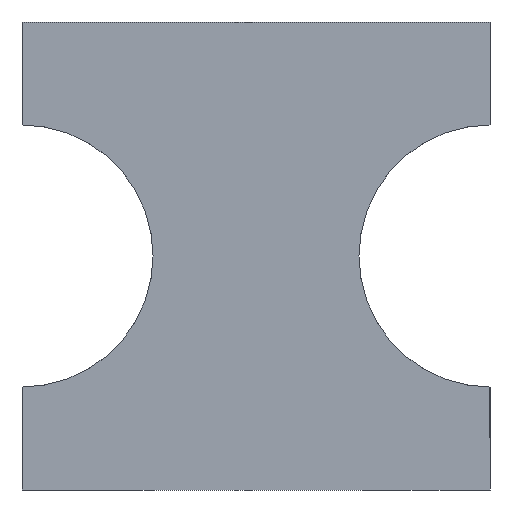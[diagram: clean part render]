
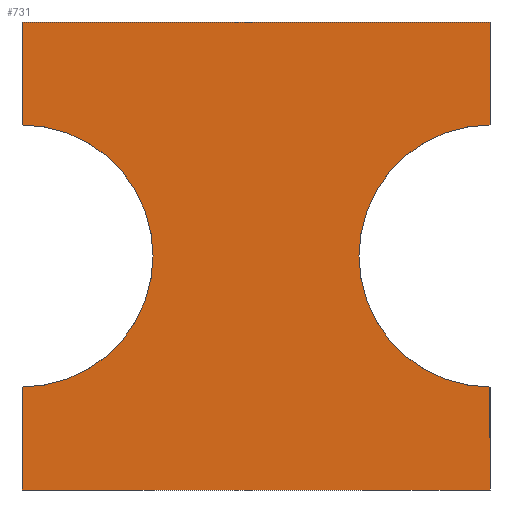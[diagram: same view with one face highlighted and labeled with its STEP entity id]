
A CAD part, front view. The second image highlights one B-rep face of the part: STEP entity #731.
In plain terms, the highlighted planar face has unit normal (0, -1, 0).
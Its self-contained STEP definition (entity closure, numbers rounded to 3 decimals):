
#206 = VERTEX_POINT('',#207);
#207 = CARTESIAN_POINT('',(-12.5,-6.25,-6.25));
#213 = EDGE_CURVE('',#214,#206,#216,.T.);
#214 = VERTEX_POINT('',#215);
#215 = CARTESIAN_POINT('',(-12.5,-6.25,-3.5));
#216 = LINE('',#217,#218);
#217 = CARTESIAN_POINT('',(-12.5,-6.25,11.449));
#218 = VECTOR('',#219,1.);
#219 = DIRECTION('',(0.,0.,-1.));
#279 = VERTEX_POINT('',#280);
#280 = CARTESIAN_POINT('',(-12.5,-6.25,6.25));
#288 = VERTEX_POINT('',#289);
#289 = CARTESIAN_POINT('',(-12.5,-6.25,3.5));
#295 = EDGE_CURVE('',#279,#288,#296,.T.);
#296 = LINE('',#297,#298);
#297 = CARTESIAN_POINT('',(-12.5,-6.25,11.449));
#298 = VECTOR('',#299,1.);
#299 = DIRECTION('',(0.,0.,-1.));
#309 = EDGE_CURVE('',#288,#214,#310,.T.);
#310 = CIRCLE('',#311,3.5);
#311 = AXIS2_PLACEMENT_3D('',#312,#313,#314);
#312 = CARTESIAN_POINT('',(-12.5,-6.25,0.));
#313 = DIRECTION('',(0.,1.,0.));
#314 = DIRECTION('',(-1.,-0.,-0.));
#555 = VERTEX_POINT('',#556);
#556 = CARTESIAN_POINT('',(0.,-6.25,-6.25));
#562 = EDGE_CURVE('',#563,#555,#565,.T.);
#563 = VERTEX_POINT('',#564);
#564 = CARTESIAN_POINT('',(0.,-6.25,-3.5));
#565 = LINE('',#566,#567);
#566 = CARTESIAN_POINT('',(0.,-6.25,11.449));
#567 = VECTOR('',#568,1.);
#568 = DIRECTION('',(-0.,-0.,-1.));
#628 = VERTEX_POINT('',#629);
#629 = CARTESIAN_POINT('',(0.,-6.25,6.25));
#637 = VERTEX_POINT('',#638);
#638 = CARTESIAN_POINT('',(0.,-6.25,3.5));
#644 = EDGE_CURVE('',#628,#637,#645,.T.);
#645 = LINE('',#646,#647);
#646 = CARTESIAN_POINT('',(0.,-6.25,11.449));
#647 = VECTOR('',#648,1.);
#648 = DIRECTION('',(-0.,-0.,-1.));
#658 = EDGE_CURVE('',#637,#563,#659,.T.);
#659 = CIRCLE('',#660,3.5);
#660 = AXIS2_PLACEMENT_3D('',#661,#662,#663);
#661 = CARTESIAN_POINT('',(0.,-6.25,0.));
#662 = DIRECTION('',(0.,-1.,0.));
#663 = DIRECTION('',(1.,0.,0.));
#697 = EDGE_CURVE('',#555,#206,#698,.T.);
#698 = LINE('',#699,#700);
#699 = CARTESIAN_POINT('',(6.25,-6.25,-6.25));
#700 = VECTOR('',#701,1.);
#701 = DIRECTION('',(-1.,0.,0.));
#718 = EDGE_CURVE('',#279,#628,#719,.T.);
#719 = LINE('',#720,#721);
#720 = CARTESIAN_POINT('',(-18.75,-6.25,6.25));
#721 = VECTOR('',#722,1.);
#722 = DIRECTION('',(1.,0.,0.));
#731 = ADVANCED_FACE('',(#732),#742,.T.);
#732 = FACE_BOUND('',#733,.T.);
#733 = EDGE_LOOP('',(#734,#735,#736,#737,#738,#739,#740,#741));
#734 = ORIENTED_EDGE('',*,*,#697,.F.);
#735 = ORIENTED_EDGE('',*,*,#562,.F.);
#736 = ORIENTED_EDGE('',*,*,#658,.F.);
#737 = ORIENTED_EDGE('',*,*,#644,.F.);
#738 = ORIENTED_EDGE('',*,*,#718,.F.);
#739 = ORIENTED_EDGE('',*,*,#295,.T.);
#740 = ORIENTED_EDGE('',*,*,#309,.T.);
#741 = ORIENTED_EDGE('',*,*,#213,.T.);
#742 = PLANE('',#743);
#743 = AXIS2_PLACEMENT_3D('',#744,#745,#746);
#744 = CARTESIAN_POINT('',(-6.25,-6.25,0.));
#745 = DIRECTION('',(-0.,-1.,-0.));
#746 = DIRECTION('',(0.,0.,-1.));
